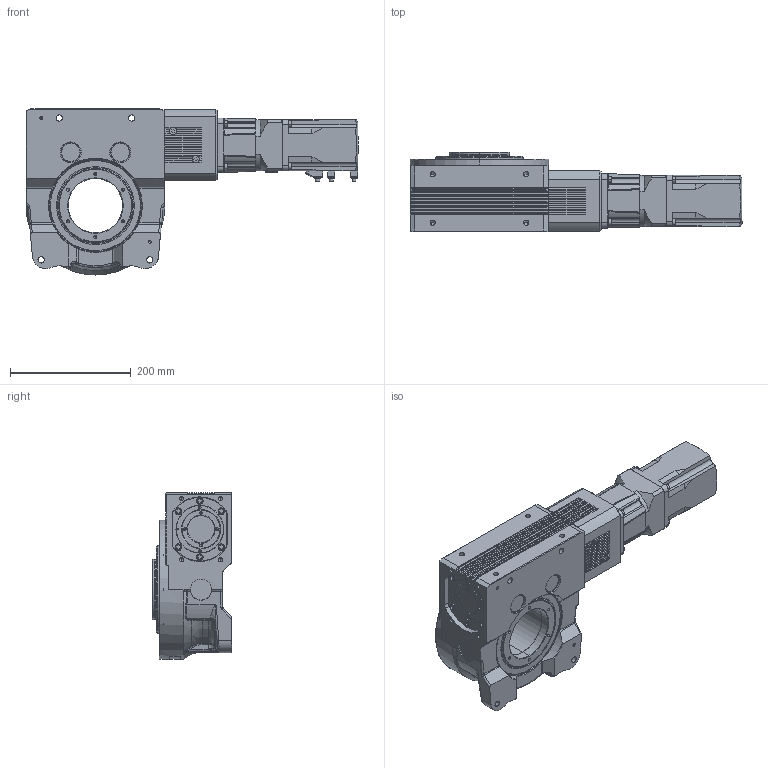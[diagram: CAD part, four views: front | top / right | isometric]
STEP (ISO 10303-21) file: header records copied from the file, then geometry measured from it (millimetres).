
FILE_DESCRIPTION (( 'STEP AP203' ), '1' );
FILE_NAME ('RGV109V4524X000.STEP', '2023-06-29T13:11:20', ( '' ), ( '' ), 'SwSTEP 2.0', 'SolidWorks 2021', '' );
FILE_SCHEMA (( 'CONFIG_CONTROL_DESIGN' ));
Length unit declared in the file: millimetre
Products named in the file (1): RGV109V4524X000
Bounding box: 549.8 x 132 x 275.05 mm (x, y, z)
Volume: 7616304.4 mm3; surface area: 634484.6 mm2
Topology: 14 solids, 14 shells, 2614 faces, 6528 edges, 4089 vertices
Faces by surface type: plane 1110, cylinder 920, cone 399, bspline 185
Entity records: 88281 total; most frequent: CARTESIAN_POINT 26363, DIRECTION 13009, ORIENTED_EDGE 12740, EDGE_CURVE 6370, AXIS2_PLACEMENT_3D 4735, VERTEX_POINT 4089, VECTOR 3539, LINE 3539
